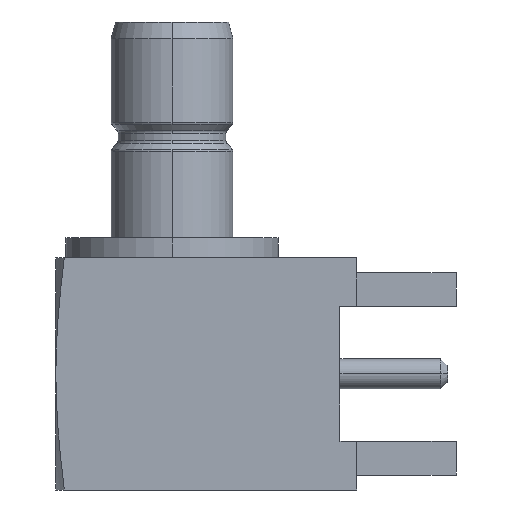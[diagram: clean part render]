
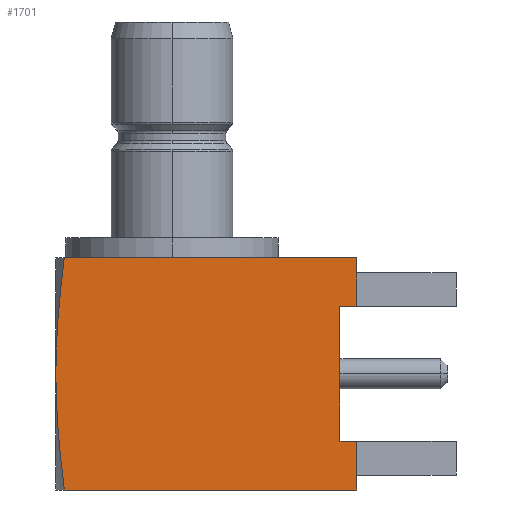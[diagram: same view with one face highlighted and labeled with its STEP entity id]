
A CAD part, left-side view. The second image highlights one B-rep face of the part: STEP entity #1701.
In plain terms, the highlighted planar face has unit normal (-1, 0, 0).
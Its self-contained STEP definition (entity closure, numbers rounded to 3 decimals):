
#304=DIRECTION('',(0.,1.,0.));
#305=VECTOR('',#304,8.804);
#306=CARTESIAN_POINT('',(-3.5,-5.56,-7.1));
#307=LINE('',#306,#305);
#308=DIRECTION('',(0.,-1.,0.));
#309=VECTOR('',#308,0.5);
#310=CARTESIAN_POINT('',(-3.5,-5.06,-8.57));
#311=LINE('',#310,#309);
#312=DIRECTION('',(0.,1.,0.));
#313=VECTOR('',#312,0.5);
#314=CARTESIAN_POINT('',(-3.5,-5.56,-12.63));
#315=LINE('',#314,#313);
#316=DIRECTION('',(0.,1.,0.));
#317=VECTOR('',#316,8.804);
#318=CARTESIAN_POINT('',(-3.5,-5.56,-14.1));
#319=LINE('',#318,#317);
#400=CARTESIAN_POINT('',(-3.5,3.5,-10.6));
#401=CARTESIAN_POINT('',(-3.5,3.5,-10.423));
#402=CARTESIAN_POINT('',(-3.5,3.495,-10.062));
#403=CARTESIAN_POINT('',(-3.5,3.473,-9.504));
#404=CARTESIAN_POINT('',(-3.5,3.435,-8.928));
#405=CARTESIAN_POINT('',(-3.5,3.384,-8.337));
#406=CARTESIAN_POINT('',(-3.5,3.32,-7.728));
#407=CARTESIAN_POINT('',(-3.5,3.271,-7.311));
#408=CARTESIAN_POINT('',(-3.5,3.244,-7.1));
#420=CARTESIAN_POINT('',(-3.5,3.244,-14.1));
#421=CARTESIAN_POINT('',(-3.5,3.271,-13.889));
#422=CARTESIAN_POINT('',(-3.5,3.32,-13.472));
#423=CARTESIAN_POINT('',(-3.5,3.384,-12.863));
#424=CARTESIAN_POINT('',(-3.5,3.435,-12.272));
#425=CARTESIAN_POINT('',(-3.5,3.473,-11.696));
#426=CARTESIAN_POINT('',(-3.5,3.495,-11.138));
#427=CARTESIAN_POINT('',(-3.5,3.5,-10.777));
#428=CARTESIAN_POINT('',(-3.5,3.5,-10.6));
#504=DIRECTION('',(0.,0.,-1.));
#505=VECTOR('',#504,4.06);
#506=CARTESIAN_POINT('',(-3.5,-5.06,-8.57));
#507=LINE('',#506,#505);
#542=DIRECTION('',(0.,0.,-1.));
#543=VECTOR('',#542,1.47);
#544=CARTESIAN_POINT('',(-3.5,-5.56,-7.1));
#545=LINE('',#544,#543);
#678=DIRECTION('',(0.,0.,-1.));
#679=VECTOR('',#678,1.47);
#680=CARTESIAN_POINT('',(-3.5,-5.56,-12.63));
#681=LINE('',#680,#679);
#1104=VERTEX_POINT('',#400);
#1105=VERTEX_POINT('',#408);
#1115=CARTESIAN_POINT('',(-3.5,-5.56,-7.1));
#1116=VERTEX_POINT('',#1115);
#1129=CARTESIAN_POINT('',(-3.5,-5.56,-14.1));
#1130=CARTESIAN_POINT('',(-3.5,3.244,-14.1));
#1131=VERTEX_POINT('',#1129);
#1132=VERTEX_POINT('',#1130);
#1133=CARTESIAN_POINT('',(-3.5,-5.56,-12.63));
#1134=VERTEX_POINT('',#1133);
#1135=CARTESIAN_POINT('',(-3.5,-5.06,-12.63));
#1136=VERTEX_POINT('',#1135);
#1137=CARTESIAN_POINT('',(-3.5,-5.06,-8.57));
#1138=VERTEX_POINT('',#1137);
#1139=CARTESIAN_POINT('',(-3.5,-5.56,-8.57));
#1140=VERTEX_POINT('',#1139);
#1677=CARTESIAN_POINT('',(-3.5,3.5,-14.1));
#1678=DIRECTION('',(-1.,0.,0.));
#1679=DIRECTION('',(0.,0.,1.));
#1680=AXIS2_PLACEMENT_3D('',#1677,#1678,#1679);
#1681=PLANE('',#1680);
#1683=ORIENTED_EDGE('',*,*,#1682,.T.);
#1685=ORIENTED_EDGE('',*,*,#1684,.T.);
#1687=ORIENTED_EDGE('',*,*,#1686,.T.);
#1688=ORIENTED_EDGE('',*,*,#1651,.F.);
#1690=ORIENTED_EDGE('',*,*,#1689,.T.);
#1692=ORIENTED_EDGE('',*,*,#1691,.F.);
#1694=ORIENTED_EDGE('',*,*,#1693,.T.);
#1696=ORIENTED_EDGE('',*,*,#1695,.F.);
#1698=ORIENTED_EDGE('',*,*,#1697,.T.);
#1699=EDGE_LOOP('',(#1683,#1685,#1687,#1688,#1690,#1692,#1694,#1696,#1698));
#1700=FACE_OUTER_BOUND('',#1699,.F.);
#1701=ADVANCED_FACE('',(#1700),#1681,.T.);
#409=B_SPLINE_CURVE_WITH_KNOTS('',3,(#400,#401,#402,#403,#404,#405,#406,#407,
#408),.UNSPECIFIED.,.F.,.F.,(4,1,1,1,1,1,4),(0.,0.167,
0.333,0.5,0.667,0.833,1.),
.UNSPECIFIED.);
#429=B_SPLINE_CURVE_WITH_KNOTS('',3,(#420,#421,#422,#423,#424,#425,#426,#427,
#428),.UNSPECIFIED.,.F.,.F.,(4,1,1,1,1,1,4),(0.,0.167,
0.333,0.5,0.667,0.833,1.),
.UNSPECIFIED.);
#1651=EDGE_CURVE('',#1116,#1105,#307,.T.);
#1682=EDGE_CURVE('',#1131,#1132,#319,.T.);
#1684=EDGE_CURVE('',#1132,#1104,#429,.T.);
#1686=EDGE_CURVE('',#1104,#1105,#409,.T.);
#1689=EDGE_CURVE('',#1116,#1140,#545,.T.);
#1691=EDGE_CURVE('',#1138,#1140,#311,.T.);
#1693=EDGE_CURVE('',#1138,#1136,#507,.T.);
#1695=EDGE_CURVE('',#1134,#1136,#315,.T.);
#1697=EDGE_CURVE('',#1134,#1131,#681,.T.);
